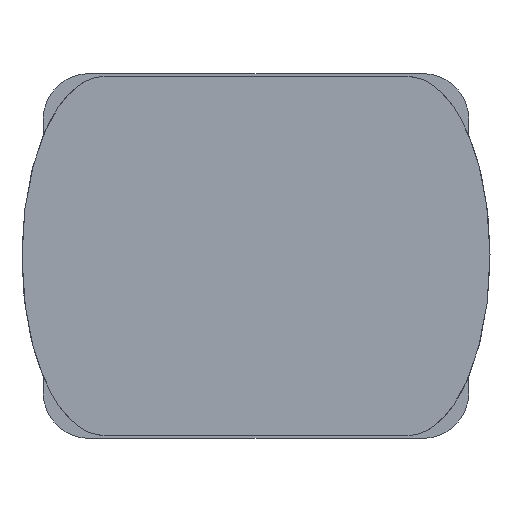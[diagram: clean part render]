
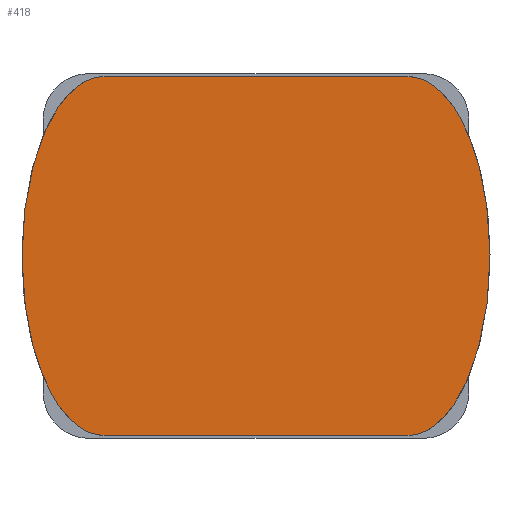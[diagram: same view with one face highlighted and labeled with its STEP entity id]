
A CAD part, front view. The second image highlights one B-rep face of the part: STEP entity #418.
In plain terms, the highlighted planar face has unit normal (0, -1, 0).
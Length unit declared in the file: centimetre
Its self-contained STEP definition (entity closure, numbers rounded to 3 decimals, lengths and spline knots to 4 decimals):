
#109=ELLIPSE('',#445,0.59,0.27);
#111=ELLIPSE('',#448,0.59,0.27);
#136=VECTOR('',#522,1.);
#139=VECTOR('',#530,1.);
#163=LINE('',#612,#136);
#165=LINE('',#618,#139);
#176=PLANE('',#450);
#203=VERTEX_POINT('',#605);
#204=VERTEX_POINT('',#607);
#205=VERTEX_POINT('',#611);
#206=VERTEX_POINT('',#615);
#256=EDGE_CURVE('',#203,#204,#109,.T.);
#259=EDGE_CURVE('',#203,#205,#163,.T.);
#261=EDGE_CURVE('',#206,#205,#111,.T.);
#262=EDGE_CURVE('',#206,#204,#165,.T.);
#351=ORIENTED_EDGE('',*,*,#262,.T.);
#352=ORIENTED_EDGE('',*,*,#256,.F.);
#353=ORIENTED_EDGE('',*,*,#259,.T.);
#354=ORIENTED_EDGE('',*,*,#261,.F.);
#376=EDGE_LOOP('',(#351,#352,#353,#354));
#398=FACE_BOUND('',#376,.T.);
#418=ADVANCED_FACE('',(#398),#176,.F.);
#445=AXIS2_PLACEMENT_3D('',#606,#517,#518);
#448=AXIS2_PLACEMENT_3D('',#616,#527,#528);
#450=AXIS2_PLACEMENT_3D('',#619,#531,$);
#517=DIRECTION('',(0.,1.,0.));
#518=DIRECTION('',(0.,0.,-0.59));
#522=DIRECTION('',(-1.,0.,0.));
#527=DIRECTION('',(0.,1.,0.));
#528=DIRECTION('',(0.,0.,-0.59));
#530=DIRECTION('',(1.,0.,0.));
#531=DIRECTION('',(0.,1.,0.));
#605=CARTESIAN_POINT('',(0.5,-1.315,0.59));
#606=CARTESIAN_POINT('',(0.5,-1.315,0.));
#607=CARTESIAN_POINT('',(0.5,-1.315,-0.59));
#611=CARTESIAN_POINT('',(-0.5,-1.315,0.59));
#612=CARTESIAN_POINT('',(0.5,-1.315,0.59));
#615=CARTESIAN_POINT('',(-0.5,-1.315,-0.59));
#616=CARTESIAN_POINT('',(-0.5,-1.315,0.));
#618=CARTESIAN_POINT('',(0.,-1.315,-0.59));
#619=CARTESIAN_POINT('',(0.,-1.315,0.));
